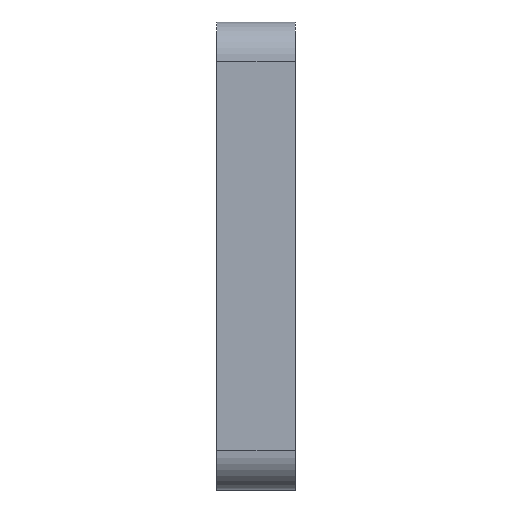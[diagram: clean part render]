
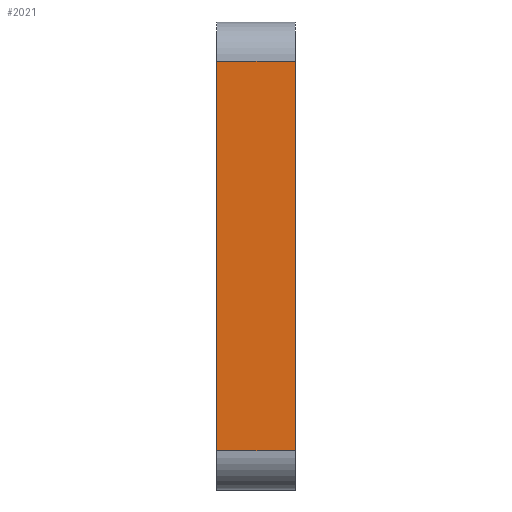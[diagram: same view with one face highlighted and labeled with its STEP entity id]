
A CAD part, left-side view. The second image highlights one B-rep face of the part: STEP entity #2021.
In plain terms, the highlighted planar face has unit normal (-1, 0, 0).
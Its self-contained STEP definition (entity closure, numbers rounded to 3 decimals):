
#877=CARTESIAN_POINT('',(-396.5,-3.0,149.5));
#878=VERTEX_POINT('',#877);
#886=CARTESIAN_POINT('',(-396.5,-3.0,-149.5));
#887=VERTEX_POINT('',#886);
#888=CARTESIAN_POINT('',(-396.5,-3.0,149.5));
#889=DIRECTION('',(0.0,0.0,-1.0));
#890=VECTOR('',#889,299.);
#891=LINE('',#888,#890);
#892=EDGE_CURVE('',#878,#887,#891,.T.);
#1289=CARTESIAN_POINT('',(-396.5,57.0,-149.5));
#1290=VERTEX_POINT('',#1289);
#1298=CARTESIAN_POINT('',(-396.5,57.0,149.5));
#1299=VERTEX_POINT('',#1298);
#1300=CARTESIAN_POINT('',(-396.5,57.0,-149.5));
#1301=DIRECTION('',(0.0,0.0,1.0));
#1302=VECTOR('',#1301,299.);
#1303=LINE('',#1300,#1302);
#1304=EDGE_CURVE('',#1290,#1299,#1303,.T.);
#1996=CARTESIAN_POINT('',(-396.5,-3.0,-149.5));
#1997=DIRECTION('',(0.0,1.0,0.0));
#1998=VECTOR('',#1997,60.0);
#1999=LINE('',#1996,#1998);
#2000=EDGE_CURVE('',#887,#1290,#1999,.T.);
#2005=CARTESIAN_POINT('',(-396.5,0.0,-179.5));
#2006=DIRECTION('',(-1.0,0.0,0.0));
#2007=DIRECTION('',(0.0,0.0,1.0));
#2008=AXIS2_PLACEMENT_3D('',#2005,#2006,#2007);
#2009=PLANE('',#2008);
#2010=ORIENTED_EDGE('',*,*,#2000,.F.);
#2011=ORIENTED_EDGE('',*,*,#892,.F.);
#2012=CARTESIAN_POINT('',(-396.5,57.0,149.5));
#2013=DIRECTION('',(0.0,-1.0,0.0));
#2014=VECTOR('',#2013,60.0);
#2015=LINE('',#2012,#2014);
#2016=EDGE_CURVE('',#1299,#878,#2015,.T.);
#2017=ORIENTED_EDGE('',*,*,#2016,.F.);
#2018=ORIENTED_EDGE('',*,*,#1304,.F.);
#2019=EDGE_LOOP('',(#2010,#2011,#2017,#2018));
#2020=FACE_OUTER_BOUND('',#2019,.T.);
#2021=ADVANCED_FACE('',(#2020),#2009,.T.);
